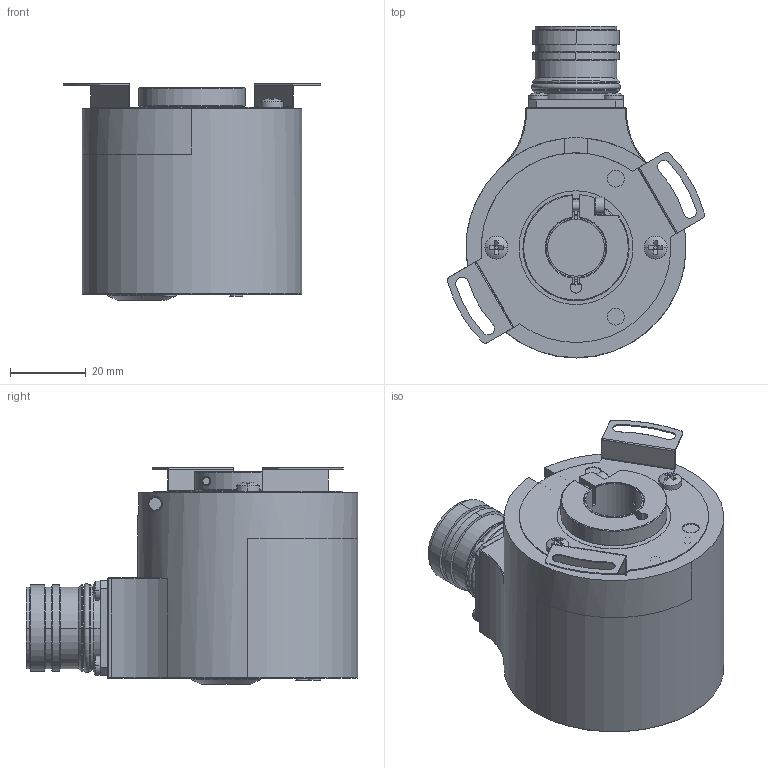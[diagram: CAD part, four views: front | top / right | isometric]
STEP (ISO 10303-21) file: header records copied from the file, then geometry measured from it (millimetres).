
FILE_DESCRIPTION((''),'2;1');
FILE_NAME('CKP58_01_ASM','2014-09-11T',('lika51'),(''),'PRO/ENGINEER BY PARAMETRIC TECHNOLOGY CORPORATION, 2010180','PRO/ENGINEER BY PARAMETRIC TECHNOLOGY CORPORATION, 2010180','');
FILE_SCHEMA(('CONFIG_CONTROL_DESIGN'));
Length unit declared in the file: millimetre
Products named in the file (1): CKP58_01_ASM
Bounding box: 67.78 x 87.5 x 57 mm (x, y, z)
Volume: 60369.4 mm3; surface area: 45617.1 mm2
Topology: 36 solids, 65 shells, 1094 faces, 2663 edges, 1603 vertices
Faces by surface type: plane 443, cylinder 397, cone 100, sphere 72, torus 48, bspline 34
Entity records: 32398 total; most frequent: CARTESIAN_POINT 6882, DIRECTION 5693, ORIENTED_EDGE 4974, EDGE_CURVE 2513, AXIS2_PLACEMENT_3D 2253, VERTEX_POINT 1603, EDGE_LOOP 1230, CIRCLE 1192
